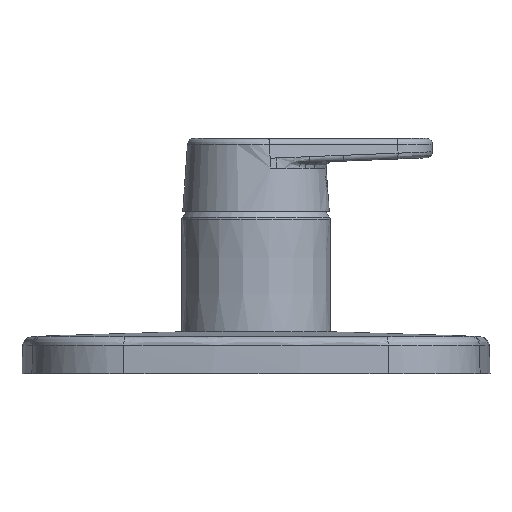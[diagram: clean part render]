
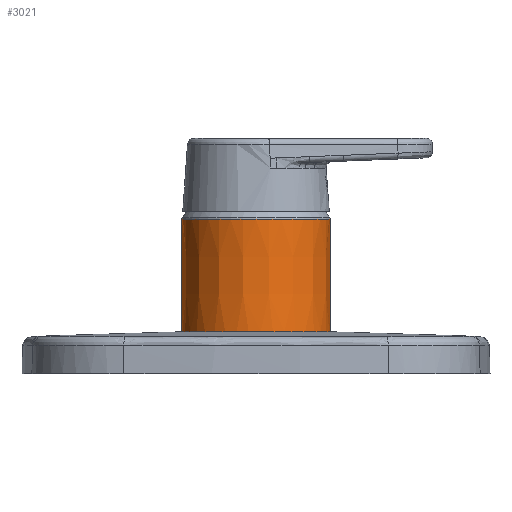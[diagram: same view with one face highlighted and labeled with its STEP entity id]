
A CAD part, left-side view. The second image highlights one B-rep face of the part: STEP entity #3021.
In plain terms, the highlighted conical face has half-angle 0.25 degrees and reference radius 24.675 mm.
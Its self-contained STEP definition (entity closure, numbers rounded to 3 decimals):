
#129 = CARTESIAN_POINT ( 'NONE',  ( -14.293, 19.962, 13.771 ) ) ;
#148 = CARTESIAN_POINT ( 'NONE',  ( -23.255, 7.904, 13.785 ) ) ;
#185 = DIRECTION ( 'NONE',  ( 0., 1., 0. ) ) ;
#222 = VERTEX_POINT ( 'NONE', #3924 ) ;
#255 = CARTESIAN_POINT ( 'NONE',  ( -23.762, -6.367, 13.786 ) ) ;
#275 = CARTESIAN_POINT ( 'NONE',  ( -12.293, -21.264, 13.766 ) ) ;
#283 = B_SPLINE_CURVE_WITH_KNOTS ( 'NONE', 3,
 ( #602, #4323, #4839, #1681, #5376, #2209, #5890, #2741, #6437, #3269, #129, #3801, #647, #4342, #1173, #4860, #1704, #5395, #2234, #5912, #2763, #6457, #3290, #148, #3826, #668, #4363, #1195, #4961, #1815, #5498, #2343, #6023, #2867, #6559, #3401, #255, #3936, #767, #4461, #1300, #4982, #1835, #5519, #2366, #6043, #2887, #6579, #3423, #275, #3959, #788, #4479, #1320, #5003, #1856, #5535, #2390, #6070 ),
 .UNSPECIFIED., .F., .F.,
 ( 4, 2, 2, 2, 2, 2, 2, 2, 2, 2, 2, 1, 2, 2, 2, 2, 2, 2, 2, 2, 2, 2, 2, 2, 2, 2, 2, 2, 2, 4 ),
 ( 0., 0.005, 0.007, 0.01, 0.014, 0.016, 0.017, 0.019, 0.024, 0.025, 0.026, 0.029, 0.031, 0.032, 0.034, 0.038, 0.041, 0.042, 0.043, 0.048, 0.05, 0.053, 0.058, 0.06, 0.062, 0.065, 0.067, 0.072, 0.074, 0.077 ),
 .UNSPECIFIED. ) ;
#397 = CARTESIAN_POINT ( 'NONE',  ( 0., -24.548, 13.751 ) ) ;
#602 = CARTESIAN_POINT ( 'NONE',  ( 0., 24.548, 13.751 ) ) ;
#647 = CARTESIAN_POINT ( 'NONE',  ( -15.261, 19.232, 13.774 ) ) ;
#668 = CARTESIAN_POINT ( 'NONE',  ( -23.712, 6.363, 13.785 ) ) ;
#679 = CONICAL_SURFACE ( 'NONE', #1727, 24.675, 0.004 ) ;
#767 = CARTESIAN_POINT ( 'NONE',  ( -22.376, -10.127, 13.786 ) ) ;
#768 = CARTESIAN_POINT ( 'NONE',  ( 0., -24.675, -15.3 ) ) ;
#788 = CARTESIAN_POINT ( 'NONE',  ( -10.137, -22.372, 13.762 ) ) ;
#839 = EDGE_CURVE ( 'NONE', #4299, #222, #5125, .T. ) ;
#1173 = CARTESIAN_POINT ( 'NONE',  ( -16.795, 17.921, 13.777 ) ) ;
#1195 = CARTESIAN_POINT ( 'NONE',  ( -23.998, 5.183, 13.786 ) ) ;
#1300 = CARTESIAN_POINT ( 'NONE',  ( -21.268, -12.285, 13.785 ) ) ;
#1320 = CARTESIAN_POINT ( 'NONE',  ( -6.375, -23.76, 13.756 ) ) ;
#1431 = VECTOR ( 'NONE', #6580, 1000. ) ;
#1531 = VERTEX_POINT ( 'NONE', #2593 ) ;
#1537 = CARTESIAN_POINT ( 'NONE',  ( 0., -24.387, 50.781 ) ) ;
#1557 = ORIENTED_EDGE ( 'NONE', *, *, #6635, .T. ) ;
#1601 = CARTESIAN_POINT ( 'NONE',  ( 0., 0., 50.781 ) ) ;
#1681 = CARTESIAN_POINT ( 'NONE',  ( -5.57, 23.921, 13.755 ) ) ;
#1704 = CARTESIAN_POINT ( 'NONE',  ( -19.51, 14.986, 13.782 ) ) ;
#1727 = AXIS2_PLACEMENT_3D ( 'NONE', #2798, #4375, #185 ) ;
#1815 = CARTESIAN_POINT ( 'NONE',  ( -24.548, 1.61, 13.786 ) ) ;
#1835 = CARTESIAN_POINT ( 'NONE',  ( -19.523, -14.968, 13.782 ) ) ;
#1856 = CARTESIAN_POINT ( 'NONE',  ( -3.217, -24.35, 13.752 ) ) ;
#1970 = ORIENTED_EDGE ( 'NONE', *, *, #5130, .T. ) ;
#2067 = EDGE_LOOP ( 'NONE', ( #4216, #3690, #1970, #1557 ) ) ;
#2136 = DIRECTION ( 'NONE',  ( 0., -1., 0. ) ) ;
#2209 = CARTESIAN_POINT ( 'NONE',  ( -7.89, 23.26, 13.758 ) ) ;
#2234 = CARTESIAN_POINT ( 'NONE',  ( -20.849, 12.966, 13.783 ) ) ;
#2343 = CARTESIAN_POINT ( 'NONE',  ( -24.51, -1.594, 13.786 ) ) ;
#2366 = CARTESIAN_POINT ( 'NONE',  ( -16.79, -17.927, 13.777 ) ) ;
#2390 = CARTESIAN_POINT ( 'NONE',  ( -0.801, -24.548, 13.751 ) ) ;
#2419 = FACE_OUTER_BOUND ( 'NONE', #2067, .T. ) ;
#2593 = CARTESIAN_POINT ( 'NONE',  ( 0., 24.548, 13.751 ) ) ;
#2741 = CARTESIAN_POINT ( 'NONE',  ( -10.887, 22.061, 13.764 ) ) ;
#2763 = CARTESIAN_POINT ( 'NONE',  ( -21.463, 11.922, 13.784 ) ) ;
#2798 = CARTESIAN_POINT ( 'NONE',  ( 0., 0., -15.3 ) ) ;
#2867 = CARTESIAN_POINT ( 'NONE',  ( -24.341, -3.205, 13.786 ) ) ;
#2887 = CARTESIAN_POINT ( 'NONE',  ( -14.952, -19.486, 13.772 ) ) ;
#3021 = ADVANCED_FACE ( 'NONE', ( #2419 ), #679, .T. ) ;
#3269 = CARTESIAN_POINT ( 'NONE',  ( -13.965, 20.193, 13.771 ) ) ;
#3290 = CARTESIAN_POINT ( 'NONE',  ( -22.715, 9.411, 13.785 ) ) ;
#3401 = CARTESIAN_POINT ( 'NONE',  ( -24.154, -4.399, 13.786 ) ) ;
#3423 = CARTESIAN_POINT ( 'NONE',  ( -12.98, -20.851, 13.768 ) ) ;
#3520 = DIRECTION ( 'NONE',  ( 0., 0.004, -1. ) ) ;
#3600 = VERTEX_POINT ( 'NONE', #397 ) ;
#3690 = ORIENTED_EDGE ( 'NONE', *, *, #839, .T. ) ;
#3801 = CARTESIAN_POINT ( 'NONE',  ( -14.941, 19.482, 13.773 ) ) ;
#3826 = CARTESIAN_POINT ( 'NONE',  ( -23.605, 6.751, 13.785 ) ) ;
#3902 = CARTESIAN_POINT ( 'NONE',  ( 0., 24.675, -15.3 ) ) ;
#3924 = CARTESIAN_POINT ( 'NONE',  ( 0., 24.387, 50.781 ) ) ;
#3936 = CARTESIAN_POINT ( 'NONE',  ( -23.299, -7.898, 13.786 ) ) ;
#3959 = CARTESIAN_POINT ( 'NONE',  ( -10.873, -22.024, 13.764 ) ) ;
#4216 = ORIENTED_EDGE ( 'NONE', *, *, #5934, .F. ) ;
#4259 = LINE ( 'NONE', #3902, #6055 ) ;
#4299 = VERTEX_POINT ( 'NONE', #1537 ) ;
#4323 = CARTESIAN_POINT ( 'NONE',  ( -1.622, 24.548, 13.751 ) ) ;
#4342 = CARTESIAN_POINT ( 'NONE',  ( -16.2, 18.462, 13.776 ) ) ;
#4363 = CARTESIAN_POINT ( 'NONE',  ( -23.909, 5.58, 13.786 ) ) ;
#4375 = DIRECTION ( 'NONE',  ( 0., 0., -1. ) ) ;
#4461 = CARTESIAN_POINT ( 'NONE',  ( -22.029, -10.862, 13.786 ) ) ;
#4479 = CARTESIAN_POINT ( 'NONE',  ( -7.905, -23.296, 13.758 ) ) ;
#4831 = LINE ( 'NONE', #768, #1431 ) ;
#4839 = CARTESIAN_POINT ( 'NONE',  ( -3.217, 24.389, 13.752 ) ) ;
#4860 = CARTESIAN_POINT ( 'NONE',  ( -18.494, 16.222, 13.78 ) ) ;
#4941 = AXIS2_PLACEMENT_3D ( 'NONE', #1601, #5288, #2136 ) ;
#4961 = CARTESIAN_POINT ( 'NONE',  ( -24.392, 3.203, 13.786 ) ) ;
#4982 = CARTESIAN_POINT ( 'NONE',  ( -20.856, -12.973, 13.784 ) ) ;
#5003 = CARTESIAN_POINT ( 'NONE',  ( -4.016, -24.231, 13.753 ) ) ;
#5125 = CIRCLE ( 'NONE', #4941, 24.387 ) ;
#5130 = EDGE_CURVE ( 'NONE', #222, #1531, #4259, .T. ) ;
#5288 = DIRECTION ( 'NONE',  ( 0., 0., -1. ) ) ;
#5376 = CARTESIAN_POINT ( 'NONE',  ( -6.348, 23.727, 13.756 ) ) ;
#5395 = CARTESIAN_POINT ( 'NONE',  ( -20.631, 13.309, 13.783 ) ) ;
#5498 = CARTESIAN_POINT ( 'NONE',  ( -24.548, -0.792, 13.786 ) ) ;
#5519 = CARTESIAN_POINT ( 'NONE',  ( -18.508, -16.208, 13.78 ) ) ;
#5535 = CARTESIAN_POINT ( 'NONE',  ( -1.605, -24.509, 13.752 ) ) ;
#5890 = CARTESIAN_POINT ( 'NONE',  ( -8.657, 22.985, 13.759 ) ) ;
#5912 = CARTESIAN_POINT ( 'NONE',  ( -21.264, 12.272, 13.784 ) ) ;
#5934 = EDGE_CURVE ( 'NONE', #4299, #3600, #4831, .T. ) ;
#6023 = CARTESIAN_POINT ( 'NONE',  ( -24.391, -2.802, 13.786 ) ) ;
#6043 = CARTESIAN_POINT ( 'NONE',  ( -16.191, -18.469, 13.775 ) ) ;
#6055 = VECTOR ( 'NONE', #3520, 1000. ) ;
#6070 = CARTESIAN_POINT ( 'NONE',  ( 0., -24.548, 13.751 ) ) ;
#6437 = CARTESIAN_POINT ( 'NONE',  ( -12.297, 21.307, 13.767 ) ) ;
#6457 = CARTESIAN_POINT ( 'NONE',  ( -22.031, 10.858, 13.784 ) ) ;
#6559 = CARTESIAN_POINT ( 'NONE',  ( -24.223, -4.003, 13.786 ) ) ;
#6579 = CARTESIAN_POINT ( 'NONE',  ( -14.309, -19.962, 13.771 ) ) ;
#6580 = DIRECTION ( 'NONE',  ( 0., -0.004, -1. ) ) ;
#6635 = EDGE_CURVE ( 'NONE', #1531, #3600, #283, .T. ) ;
